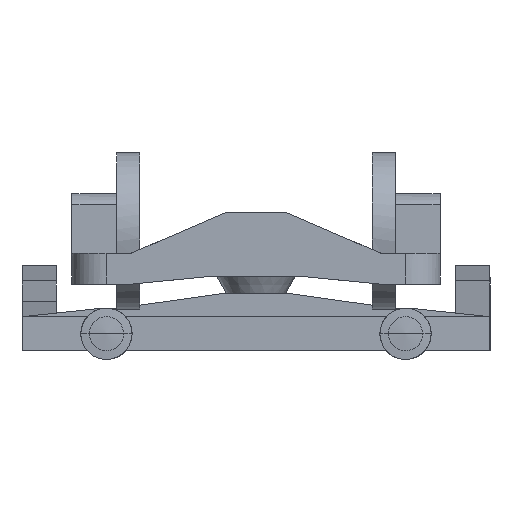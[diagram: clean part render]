
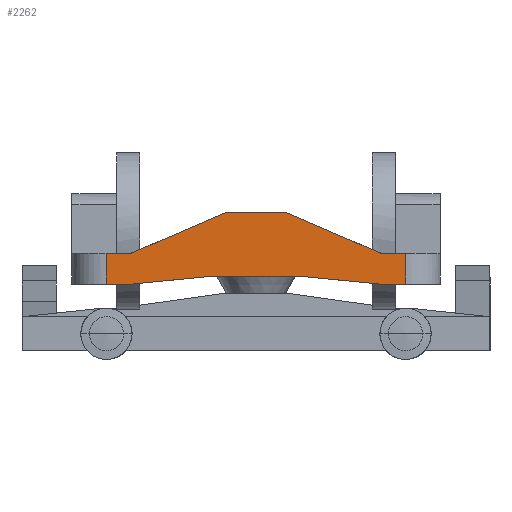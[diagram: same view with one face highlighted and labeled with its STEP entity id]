
A CAD part, left-side view. The second image highlights one B-rep face of the part: STEP entity #2262.
In plain terms, the highlighted planar face has unit normal (-1, 0, 0).
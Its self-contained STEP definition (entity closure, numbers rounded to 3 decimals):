
#5 = EDGE_CURVE ( 'NONE', #1850, #12585, #12915, .T. ) ;
#123 = VERTEX_POINT ( 'NONE', #8193 ) ;
#469 = CARTESIAN_POINT ( 'NONE',  ( -14588.568, -780.815, -590. ) ) ;
#522 = B_SPLINE_CURVE_WITH_KNOTS ( 'NONE', 3,
 ( #13033, #4601, #12966, #3490 ),
 .UNSPECIFIED., .F., .F.,
 ( 4, 4 ),
 ( 0., 1. ),
 .UNSPECIFIED. ) ;
#549 = B_SPLINE_CURVE_WITH_KNOTS ( 'NONE', 3,
 ( #4672, #2427, #469, #10029 ),
 .UNSPECIFIED., .F., .F.,
 ( 4, 4 ),
 ( 0., 1. ),
 .UNSPECIFIED. ) ;
#702 = B_SPLINE_CURVE_WITH_KNOTS ( 'NONE', 3,
 ( #4596, #2346, #11903, #13174 ),
 .UNSPECIFIED., .F., .F.,
 ( 4, 4 ),
 ( 0., 1. ),
 .UNSPECIFIED. ) ;
#760 = CARTESIAN_POINT ( 'NONE',  ( -14588.568, 732.472, -590. ) ) ;
#941 = CARTESIAN_POINT ( 'NONE',  ( -14588.568, -877.5, -770. ) ) ;
#1365 = ORIENTED_EDGE ( 'NONE', *, *, #8630, .T. ) ;
#1522 = CARTESIAN_POINT ( 'NONE',  ( -14588.568, 92.967, -725. ) ) ;
#1548 = ORIENTED_EDGE ( 'NONE', *, *, #7687, .T. ) ;
#1600 = EDGE_CURVE ( 'NONE', #5810, #11085, #4525, .T. ) ;
#1720 = B_SPLINE_CURVE_WITH_KNOTS ( 'NONE', 3,
 ( #4654, #10282, #8979, #3819 ),
 .UNSPECIFIED., .F., .F.,
 ( 4, 4 ),
 ( 0., 1. ),
 .UNSPECIFIED. ) ;
#1850 = VERTEX_POINT ( 'NONE', #3498 ) ;
#2056 = CARTESIAN_POINT ( 'NONE',  ( -14588.568, -58.991, -351. ) ) ;
#2262 = ADVANCED_FACE ( 'NONE', ( #10809 ), #8816, .T. ) ;
#2346 = CARTESIAN_POINT ( 'NONE',  ( -14588.568, 828.134, -770. ) ) ;
#2373 = CARTESIAN_POINT ( 'NONE',  ( -14588.568, 877.5, -590. ) ) ;
#2427 = CARTESIAN_POINT ( 'NONE',  ( -14588.568, -829.157, -590. ) ) ;
#2689 = CARTESIAN_POINT ( 'NONE',  ( -14588.568, 877.5, -770. ) ) ;
#2870 = CARTESIAN_POINT ( 'NONE',  ( -14588.568, -729.402, -770. ) ) ;
#3397 = CARTESIAN_POINT ( 'NONE',  ( -14588.568, 362.139, -430.667 ) ) ;
#3413 = CARTESIAN_POINT ( 'NONE',  ( -14588.568, 429.069, -740. ) ) ;
#3472 = CARTESIAN_POINT ( 'NONE',  ( -14588.568, 176.972, -351. ) ) ;
#3490 = CARTESIAN_POINT ( 'NONE',  ( -14588.568, -877.5, -770. ) ) ;
#3498 = CARTESIAN_POINT ( 'NONE',  ( -14588.568, -278.902, -725. ) ) ;
#3530 = EDGE_CURVE ( 'NONE', #7714, #1850, #9978, .T. ) ;
#3686 = CARTESIAN_POINT ( 'NONE',  ( -14588.568, 579.235, -755. ) ) ;
#3720 = CARTESIAN_POINT ( 'NONE',  ( -14588.568, 0., -755.085 ) ) ;
#3779 = CARTESIAN_POINT ( 'NONE',  ( -14588.568, -877.5, -650. ) ) ;
#3819 = CARTESIAN_POINT ( 'NONE',  ( -14588.568, -176.972, -351. ) ) ;
#4277 = CARTESIAN_POINT ( 'NONE',  ( -14588.568, 829.157, -590. ) ) ;
#4485 = CARTESIAN_POINT ( 'NONE',  ( -14588.568, 780.815, -590. ) ) ;
#4525 = B_SPLINE_CURVE_WITH_KNOTS ( 'NONE', 3,
 ( #5414, #9700, #12852, #6598 ),
 .UNSPECIFIED., .F., .F.,
 ( 4, 4 ),
 ( 0., 1. ),
 .UNSPECIFIED. ) ;
#4596 = CARTESIAN_POINT ( 'NONE',  ( -14588.568, 877.5, -770. ) ) ;
#4601 = CARTESIAN_POINT ( 'NONE',  ( -14588.568, -778.768, -770. ) ) ;
#4654 = CARTESIAN_POINT ( 'NONE',  ( -14588.568, -732.472, -590. ) ) ;
#4672 = CARTESIAN_POINT ( 'NONE',  ( -14588.568, -877.5, -590. ) ) ;
#4895 = CARTESIAN_POINT ( 'NONE',  ( -14588.568, -579.235, -755. ) ) ;
#5414 = CARTESIAN_POINT ( 'NONE',  ( -14588.568, 877.5, -590. ) ) ;
#5657 = ORIENTED_EDGE ( 'NONE', *, *, #11055, .T. ) ;
#5693 = CARTESIAN_POINT ( 'NONE',  ( -14588.568, -278.902, -725. ) ) ;
#5810 = VERTEX_POINT ( 'NONE', #7234 ) ;
#6052 = EDGE_CURVE ( 'NONE', #123, #11327, #549, .T. ) ;
#6238 = ORIENTED_EDGE ( 'NONE', *, *, #6805, .T. ) ;
#6553 = CARTESIAN_POINT ( 'NONE',  ( -14588.568, -732.472, -590. ) ) ;
#6558 = CARTESIAN_POINT ( 'NONE',  ( -14588.568, 278.902, -725. ) ) ;
#6598 = CARTESIAN_POINT ( 'NONE',  ( -14588.568, 877.5, -770. ) ) ;
#6627 = CARTESIAN_POINT ( 'NONE',  ( -14588.568, 547.305, -510.333 ) ) ;
#6800 = CARTESIAN_POINT ( 'NONE',  ( -14588.568, -92.967, -725. ) ) ;
#6805 = EDGE_CURVE ( 'NONE', #11085, #13569, #702, .T. ) ;
#6827 = ORIENTED_EDGE ( 'NONE', *, *, #12282, .T. ) ;
#6958 = DIRECTION ( 'NONE',  ( 0., 0., 1. ) ) ;
#7017 = CARTESIAN_POINT ( 'NONE',  ( -14588.568, 729.402, -770. ) ) ;
#7200 = ORIENTED_EDGE ( 'NONE', *, *, #10815, .T. ) ;
#7234 = CARTESIAN_POINT ( 'NONE',  ( -14588.568, 877.5, -590. ) ) ;
#7465 = CARTESIAN_POINT ( 'NONE',  ( -14588.568, 176.972, -351. ) ) ;
#7687 = EDGE_CURVE ( 'NONE', #9384, #123, #9798, .T. ) ;
#7714 = VERTEX_POINT ( 'NONE', #6558 ) ;
#7779 = EDGE_CURVE ( 'NONE', #11327, #12119, #1720, .T. ) ;
#7894 = VERTEX_POINT ( 'NONE', #7465 ) ;
#8193 = CARTESIAN_POINT ( 'NONE',  ( -14588.568, -877.5, -590. ) ) ;
#8236 = ORIENTED_EDGE ( 'NONE', *, *, #5, .T. ) ;
#8294 = VERTEX_POINT ( 'NONE', #760 ) ;
#8383 = ORIENTED_EDGE ( 'NONE', *, *, #6052, .T. ) ;
#8402 = CARTESIAN_POINT ( 'NONE',  ( -14588.568, -877.5, -710. ) ) ;
#8405 = CARTESIAN_POINT ( 'NONE',  ( -14588.568, -176.972, -351. ) ) ;
#8630 = EDGE_CURVE ( 'NONE', #12119, #7894, #9326, .T. ) ;
#8702 = ORIENTED_EDGE ( 'NONE', *, *, #13802, .T. ) ;
#8816 = PLANE ( 'NONE',  #11850 ) ;
#8859 = CARTESIAN_POINT ( 'NONE',  ( -14588.568, -176.972, -351. ) ) ;
#8939 = CARTESIAN_POINT ( 'NONE',  ( -14588.568, 278.902, -725. ) ) ;
#8946 = CARTESIAN_POINT ( 'NONE',  ( -14588.568, -429.069, -740. ) ) ;
#8979 = CARTESIAN_POINT ( 'NONE',  ( -14588.568, -362.139, -430.667 ) ) ;
#9204 = CARTESIAN_POINT ( 'NONE',  ( -14588.568, -877.5, -770. ) ) ;
#9314 = EDGE_LOOP ( 'NONE', ( #7200, #9812, #6238, #5657, #9784, #8236, #8702, #1548, #8383, #9758, #1365, #6827 ) ) ;
#9326 = B_SPLINE_CURVE_WITH_KNOTS ( 'NONE', 3,
 ( #8405, #2056, #13865, #9735 ),
 .UNSPECIFIED., .F., .F.,
 ( 4, 4 ),
 ( 0., 1. ),
 .UNSPECIFIED. ) ;
#9384 = VERTEX_POINT ( 'NONE', #941 ) ;
#9700 = CARTESIAN_POINT ( 'NONE',  ( -14588.568, 877.5, -650. ) ) ;
#9735 = CARTESIAN_POINT ( 'NONE',  ( -14588.568, 176.972, -351. ) ) ;
#9758 = ORIENTED_EDGE ( 'NONE', *, *, #7779, .T. ) ;
#9784 = ORIENTED_EDGE ( 'NONE', *, *, #3530, .T. ) ;
#9798 = B_SPLINE_CURVE_WITH_KNOTS ( 'NONE', 3,
 ( #9204, #8402, #3779, #12677 ),
 .UNSPECIFIED., .F., .F.,
 ( 4, 4 ),
 ( 0., 1. ),
 .UNSPECIFIED. ) ;
#9812 = ORIENTED_EDGE ( 'NONE', *, *, #1600, .T. ) ;
#9972 = CARTESIAN_POINT ( 'NONE',  ( -14588.568, 732.472, -590. ) ) ;
#9978 = B_SPLINE_CURVE_WITH_KNOTS ( 'NONE', 3,
 ( #8939, #1522, #6800, #5693 ),
 .UNSPECIFIED., .F., .F.,
 ( 4, 4 ),
 ( 0., 1. ),
 .UNSPECIFIED. ) ;
#10029 = CARTESIAN_POINT ( 'NONE',  ( -14588.568, -732.472, -590. ) ) ;
#10128 = B_SPLINE_CURVE_WITH_KNOTS ( 'NONE', 3,
 ( #3472, #3397, #6627, #10830 ),
 .UNSPECIFIED., .F., .F.,
 ( 4, 4 ),
 ( 0., 1. ),
 .UNSPECIFIED. ) ;
#10282 = CARTESIAN_POINT ( 'NONE',  ( -14588.568, -547.305, -510.333 ) ) ;
#10809 = FACE_OUTER_BOUND ( 'NONE', #9314, .T. ) ;
#10815 = EDGE_CURVE ( 'NONE', #8294, #5810, #12405, .T. ) ;
#10830 = CARTESIAN_POINT ( 'NONE',  ( -14588.568, 732.472, -590. ) ) ;
#11055 = EDGE_CURVE ( 'NONE', #13569, #7714, #11804, .T. ) ;
#11085 = VERTEX_POINT ( 'NONE', #2689 ) ;
#11149 = DIRECTION ( 'NONE',  ( -1., 0., 0. ) ) ;
#11327 = VERTEX_POINT ( 'NONE', #6553 ) ;
#11804 = B_SPLINE_CURVE_WITH_KNOTS ( 'NONE', 3,
 ( #13029, #3686, #3413, #12182 ),
 .UNSPECIFIED., .F., .F.,
 ( 4, 4 ),
 ( 0., 1. ),
 .UNSPECIFIED. ) ;
#11850 = AXIS2_PLACEMENT_3D ( 'NONE', #3720, #11149, #6958 ) ;
#11903 = CARTESIAN_POINT ( 'NONE',  ( -14588.568, 778.768, -770. ) ) ;
#12119 = VERTEX_POINT ( 'NONE', #8859 ) ;
#12135 = CARTESIAN_POINT ( 'NONE',  ( -14588.568, -729.402, -770. ) ) ;
#12182 = CARTESIAN_POINT ( 'NONE',  ( -14588.568, 278.902, -725. ) ) ;
#12282 = EDGE_CURVE ( 'NONE', #7894, #8294, #10128, .T. ) ;
#12347 = CARTESIAN_POINT ( 'NONE',  ( -14588.568, -278.902, -725. ) ) ;
#12405 = B_SPLINE_CURVE_WITH_KNOTS ( 'NONE', 3,
 ( #9972, #4485, #4277, #2373 ),
 .UNSPECIFIED., .F., .F.,
 ( 4, 4 ),
 ( 0., 1. ),
 .UNSPECIFIED. ) ;
#12585 = VERTEX_POINT ( 'NONE', #2870 ) ;
#12677 = CARTESIAN_POINT ( 'NONE',  ( -14588.568, -877.5, -590. ) ) ;
#12852 = CARTESIAN_POINT ( 'NONE',  ( -14588.568, 877.5, -710. ) ) ;
#12915 = B_SPLINE_CURVE_WITH_KNOTS ( 'NONE', 3,
 ( #12347, #8946, #4895, #12135 ),
 .UNSPECIFIED., .F., .F.,
 ( 4, 4 ),
 ( 0., 1. ),
 .UNSPECIFIED. ) ;
#12966 = CARTESIAN_POINT ( 'NONE',  ( -14588.568, -828.134, -770. ) ) ;
#13029 = CARTESIAN_POINT ( 'NONE',  ( -14588.568, 729.402, -770. ) ) ;
#13033 = CARTESIAN_POINT ( 'NONE',  ( -14588.568, -729.402, -770. ) ) ;
#13174 = CARTESIAN_POINT ( 'NONE',  ( -14588.568, 729.402, -770. ) ) ;
#13569 = VERTEX_POINT ( 'NONE', #7017 ) ;
#13802 = EDGE_CURVE ( 'NONE', #12585, #9384, #522, .T. ) ;
#13865 = CARTESIAN_POINT ( 'NONE',  ( -14588.568, 58.991, -351. ) ) ;
